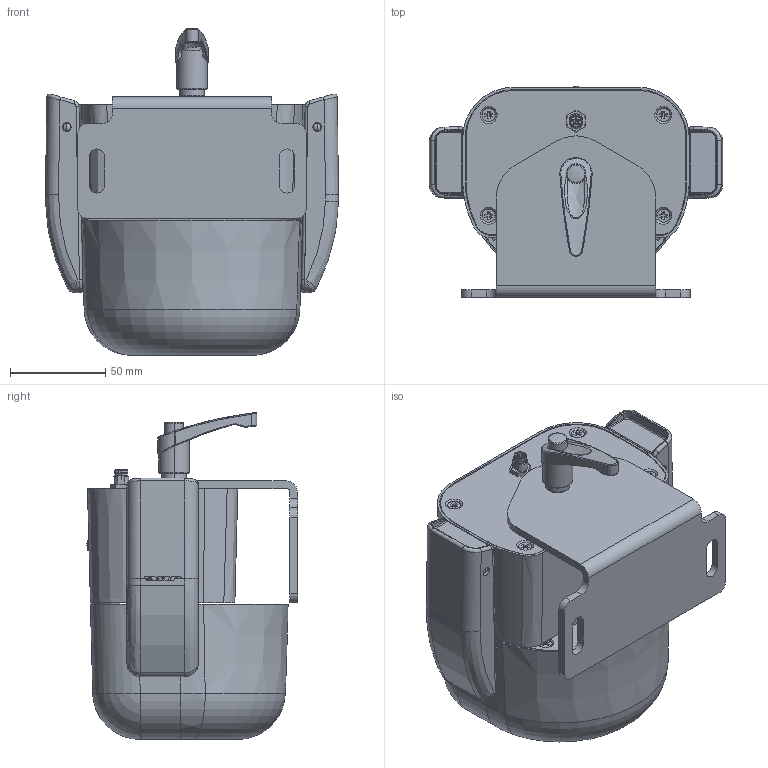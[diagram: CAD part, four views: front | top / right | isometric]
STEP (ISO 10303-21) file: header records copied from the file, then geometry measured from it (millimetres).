
FILE_DESCRIPTION (( 'STEP AP214' ), '1' );
FILE_NAME ('CLMR-A.STEP', '2018-04-24T05:22:09', ( 'Fontanilla' ), ( 'Microsoft' ), 'SwSTEP 2.0', 'SolidWorks 2017', '' );
FILE_SCHEMA (( 'AUTOMOTIVE_DESIGN' ));
Length unit declared in the file: millimetre
Products named in the file (1): CLMR-A
Bounding box: 154.27 x 111.09 x 171.94 mm (x, y, z)
Surface area: 138935.6 mm2 (no closed solid volume)
Topology: 0 solids, 45 shells, 878 faces, 4759 edges, 3738 vertices
Faces by surface type: plane 469, cylinder 176, bspline 145, cone 55, torus 19, sphere 14
Entity records: 73049 total; most frequent: CARTESIAN_POINT 29648, ORIENTED_EDGE 6631, DIRECTION 5926, EDGE_CURVE 4745, VERTEX_POINT 3738, LINE 3438, VECTOR 3438, AXIS2_PLACEMENT_3D 1244
